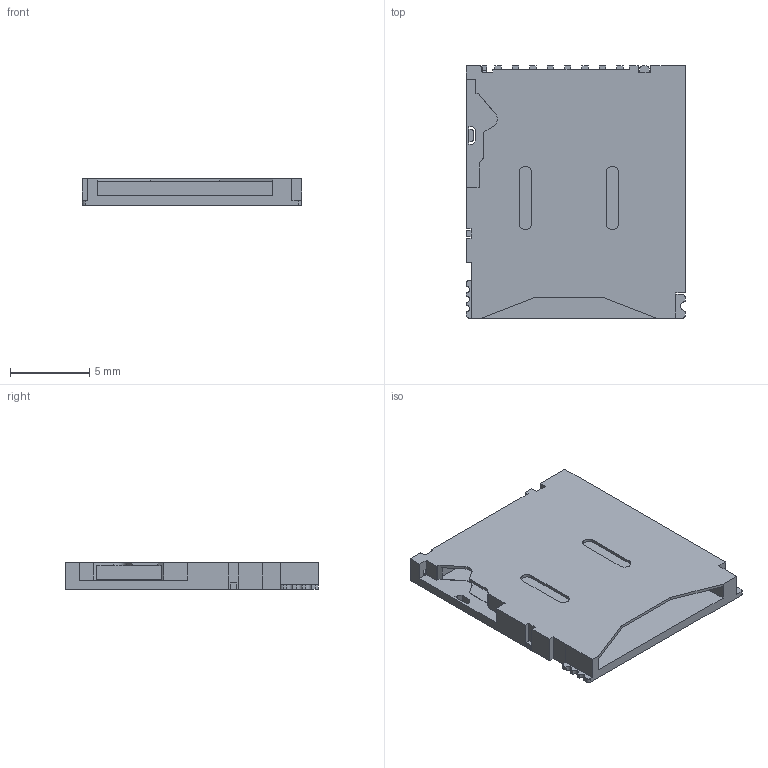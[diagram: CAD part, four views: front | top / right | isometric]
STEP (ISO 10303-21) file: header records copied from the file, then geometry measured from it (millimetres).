
FILE_DESCRIPTION(('FreeCAD Model'),'2;1');
FILE_NAME('Hirose_DM3AT-SF-PEJM5__Fusion.step', '2016-02-17T20:00:30',('Author'),(''), 'Open CASCADE STEP processor 6.8','FreeCAD','Unknown');
FILE_SCHEMA(('AUTOMOTIVE_DESIGN_CC2 { 1 2 10303 214 -1 1 5 4 }'));
Length unit declared in the file: millimetre
Products named in the file (2): ASSEMBLY; Fusion
Assembly tree (1 placements, depth 2):
  ASSEMBLY
    Fusion
Bounding box: 13.85 x 15.95 x 1.68 mm (x, y, z)
Volume: 206 mm3; surface area: 856.4 mm2
Topology: 1 solids, 1 shells, 263 faces, 646 edges, 390 vertices
Faces by surface type: plane 207, cylinder 56
Entity records: 17758 total; most frequent: CARTESIAN_POINT 3057, DIRECTION 2336, LINE 1514, VECTOR 1514, ORIENTED_EDGE 1292, PCURVE 1292, DEFINITIONAL_REPRESENTATION 1292, EDGE_CURVE 646
